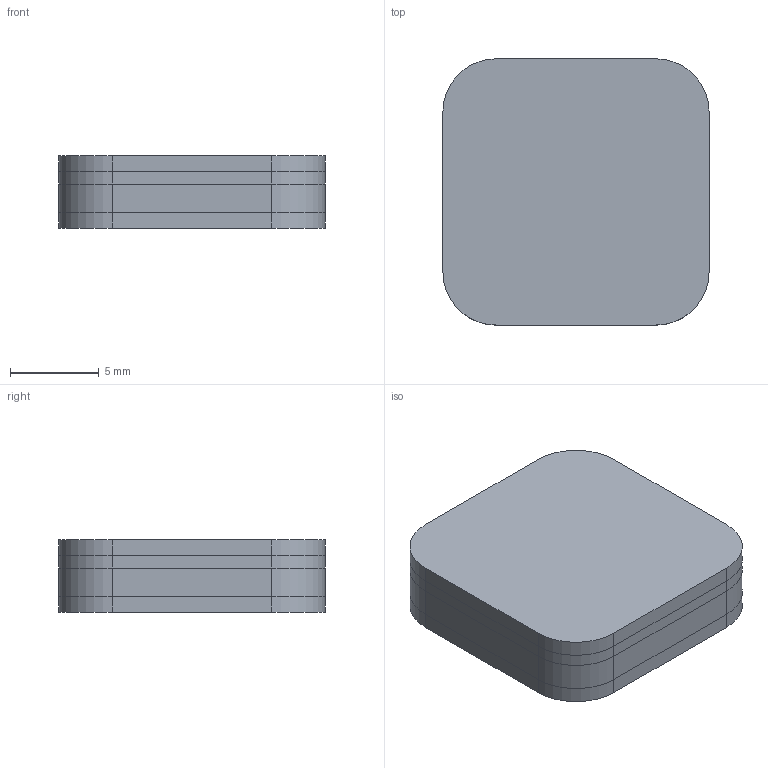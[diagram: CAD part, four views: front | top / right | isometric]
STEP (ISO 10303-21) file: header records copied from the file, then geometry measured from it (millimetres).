
FILE_DESCRIPTION(/* description */ (''),/* implementation_level */ '2;1');
FILE_NAME(/* name */ 'NFC_caseV3_051121_v01.stp',/* time_stamp */ '2021-11-05T15:16:10+02:00',/* author */ (''),/* organization */ (''),/* preprocessor_version */ 'ST-DEVELOPER v15.2',/* originating_system */ 'Autodesk Translator Framework v2.0.0.5431',/* authorisation */ '');
FILE_SCHEMA (('AUTOMOTIVE_DESIGN { 1 0 10303 214 3 1 1 }'));
Length unit declared in the file: centimetre
Products named in the file (1): NFC_caseV3_051121_v01
Bounding box: 15 x 15 x 4.1 mm (x, y, z)
Volume: 614.6 mm3; surface area: 1790.1 mm2
Topology: 5 solids, 5 shells, 82 faces, 200 edges, 128 vertices
Faces by surface type: plane 58, cylinder 24
Entity records: 2406 total; most frequent: CARTESIAN_POINT 411, DIRECTION 406, ORIENTED_EDGE 400, EDGE_CURVE 200, LINE 160, VECTOR 160, VERTEX_POINT 128, AXIS2_PLACEMENT_3D 123
